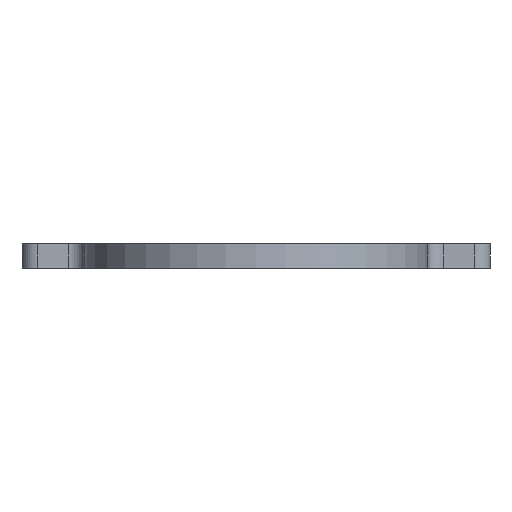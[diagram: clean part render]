
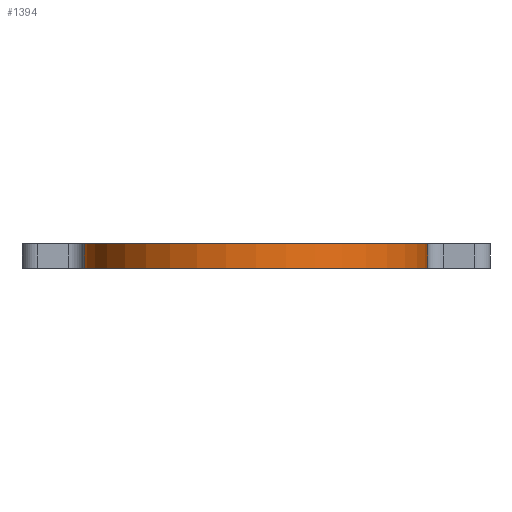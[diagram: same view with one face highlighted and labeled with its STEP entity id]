
A CAD part, front view. The second image highlights one B-rep face of the part: STEP entity #1394.
In plain terms, the highlighted cylindrical face has radius 22 mm (diameter 44 mm), a partial arc.
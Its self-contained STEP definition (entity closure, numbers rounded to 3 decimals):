
#52 = CARTESIAN_POINT ( 'NONE',  ( -312.5, 70., 91. ) ) ;
#79 = EDGE_LOOP ( 'NONE', ( #707, #1811, #1529, #354 ) ) ;
#120 = VECTOR ( 'NONE', #329, 1000. ) ;
#137 = DIRECTION ( 'NONE',  ( 1., 0., 0. ) ) ;
#143 = AXIS2_PLACEMENT_3D ( 'NONE', #52, #501, #1101 ) ;
#147 = CARTESIAN_POINT ( 'NONE',  ( -312.5, 70., 87.825 ) ) ;
#219 = CIRCLE ( 'NONE', #536, 22. ) ;
#309 = DIRECTION ( 'NONE',  ( 0., 0., 1. ) ) ;
#320 = VERTEX_POINT ( 'NONE', #475 ) ;
#329 = DIRECTION ( 'NONE',  ( 0., 0., 1. ) ) ;
#354 = ORIENTED_EDGE ( 'NONE', *, *, #608, .T. ) ;
#365 = AXIS2_PLACEMENT_3D ( 'NONE', #147, #309, #137 ) ;
#396 = CARTESIAN_POINT ( 'NONE',  ( -290.5, 70., 87.825 ) ) ;
#414 = DIRECTION ( 'NONE',  ( 1., 0., 0. ) ) ;
#422 = CARTESIAN_POINT ( 'NONE',  ( -312.5, 70., 87.825 ) ) ;
#475 = CARTESIAN_POINT ( 'NONE',  ( -290.5, 70., 91. ) ) ;
#501 = DIRECTION ( 'NONE',  ( 0., 0., 1. ) ) ;
#536 = AXIS2_PLACEMENT_3D ( 'NONE', #422, #752, #414 ) ;
#584 = CIRCLE ( 'NONE', #143, 22. ) ;
#608 = EDGE_CURVE ( 'NONE', #802, #320, #1912, .T. ) ;
#622 = CARTESIAN_POINT ( 'NONE',  ( -290.5, 70., 87.825 ) ) ;
#707 = ORIENTED_EDGE ( 'NONE', *, *, #741, .F. ) ;
#741 = EDGE_CURVE ( 'NONE', #1082, #320, #584, .T. ) ;
#752 = DIRECTION ( 'NONE',  ( 0., 0., 1. ) ) ;
#802 = VERTEX_POINT ( 'NONE', #396 ) ;
#803 = CARTESIAN_POINT ( 'NONE',  ( -334.5, 70., 91. ) ) ;
#1081 = LINE ( 'NONE', #1832, #120 ) ;
#1082 = VERTEX_POINT ( 'NONE', #803 ) ;
#1101 = DIRECTION ( 'NONE',  ( 1., 0., 0. ) ) ;
#1193 = EDGE_CURVE ( 'NONE', #1572, #1082, #1081, .T. ) ;
#1200 = CYLINDRICAL_SURFACE ( 'NONE', #365, 22. ) ;
#1324 = FACE_OUTER_BOUND ( 'NONE', #79, .T. ) ;
#1394 = ADVANCED_FACE ( 'NONE', ( #1324 ), #1200, .T. ) ;
#1435 = VECTOR ( 'NONE', #1648, 1000. ) ;
#1529 = ORIENTED_EDGE ( 'NONE', *, *, #1803, .T. ) ;
#1572 = VERTEX_POINT ( 'NONE', #1830 ) ;
#1648 = DIRECTION ( 'NONE',  ( 0., 0., 1. ) ) ;
#1803 = EDGE_CURVE ( 'NONE', #1572, #802, #219, .T. ) ;
#1811 = ORIENTED_EDGE ( 'NONE', *, *, #1193, .F. ) ;
#1830 = CARTESIAN_POINT ( 'NONE',  ( -334.5, 70., 87.825 ) ) ;
#1832 = CARTESIAN_POINT ( 'NONE',  ( -334.5, 70., 87.825 ) ) ;
#1912 = LINE ( 'NONE', #622, #1435 ) ;
